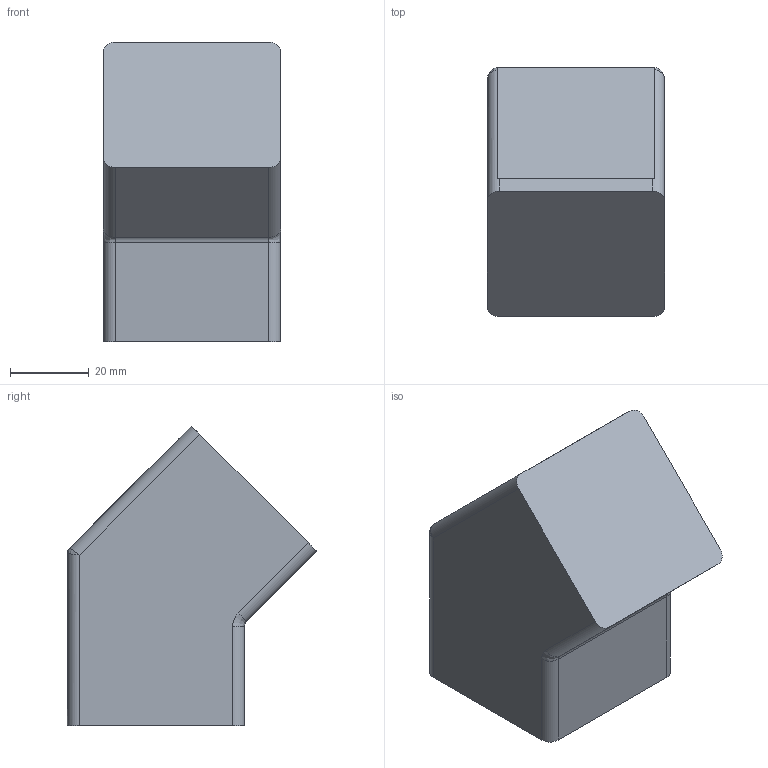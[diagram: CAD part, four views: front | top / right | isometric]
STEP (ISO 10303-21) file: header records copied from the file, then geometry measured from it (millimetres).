
FILE_DESCRIPTION (( 'STEP AP214' ), '1' );
FILE_NAME ('6121455', '2019-02-04T09:22:40', ( '' ), ('JUGARD+KÜNSTNER GmbH'), 'SwSTEP 2.0', 'SolidWorks 2017', '' );
FILE_SCHEMA (( 'AUTOMOTIVE_DESIGN' ));
Length unit declared in the file: millimetre
Products named in the file (1): 6121455_CNAJF00
Bounding box: 45 x 63.38 x 76.2 mm (x, y, z)
Volume: 142170.5 mm3; surface area: 16394.3 mm2
Topology: 1 solids, 1 shells, 31 faces, 79 edges, 48 vertices
Faces by surface type: plane 18, cylinder 9, bspline 4
Entity records: 1177 total; most frequent: CARTESIAN_POINT 375, ORIENTED_EDGE 154, DIRECTION 139, EDGE_CURVE 77, VERTEX_POINT 48, VECTOR 47, LINE 47, AXIS2_PLACEMENT_3D 46
